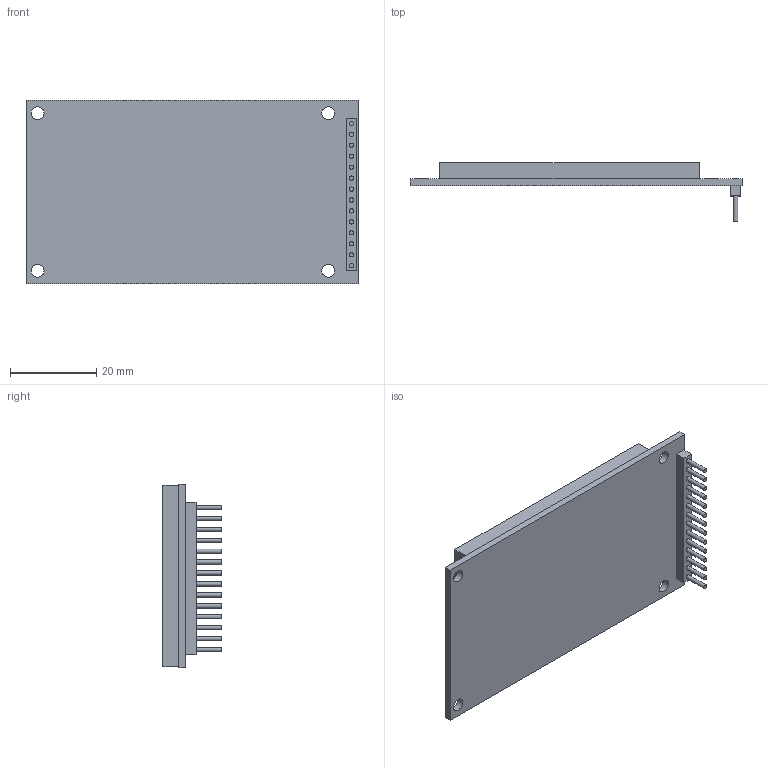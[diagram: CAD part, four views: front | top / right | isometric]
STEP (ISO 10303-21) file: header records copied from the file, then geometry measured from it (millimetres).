
FILE_DESCRIPTION(/* description */ (''),/* implementation_level */ '2;1');
FILE_NAME(/* name */ 'DISPLAY LCD TFT 2_4 240x320 TOUCH SPI v1.step',/* time_stamp */ '2025-07-06T01:19:48-06:00',/* author */ (''),/* organization */ (''),/* preprocessor_version */ 'ST-DEVELOPER v20.1',/* originating_system */ 'Autodesk Translation Framework v14.10.0.0',/* authorisation */ '');
FILE_SCHEMA (('AUTOMOTIVE_DESIGN { 1 0 10303 214 3 1 1 }'));
Length unit declared in the file: millimetre
Products named in the file (1): DISPLAY LCD TFT 2_4 240x320 TOUCH SPI
Bounding box: 77.1 x 13.54 x 42.7 mm (x, y, z)
Volume: 14862.6 mm3; surface area: 8344.4 mm2
Topology: 15 solids, 15 shells, 76 faces, 132 edges, 88 vertices
Faces by surface type: plane 44, cylinder 32
Full cylindrical faces by diameter (mm): 1 x28, 3 x4
Entity records: 1942 total; most frequent: DIRECTION 350, CARTESIAN_POINT 297, ORIENTED_EDGE 264, AXIS2_PLACEMENT_3D 141, EDGE_CURVE 132, EDGE_LOOP 114, VERTEX_POINT 88, FACE_OUTER_BOUND 76
